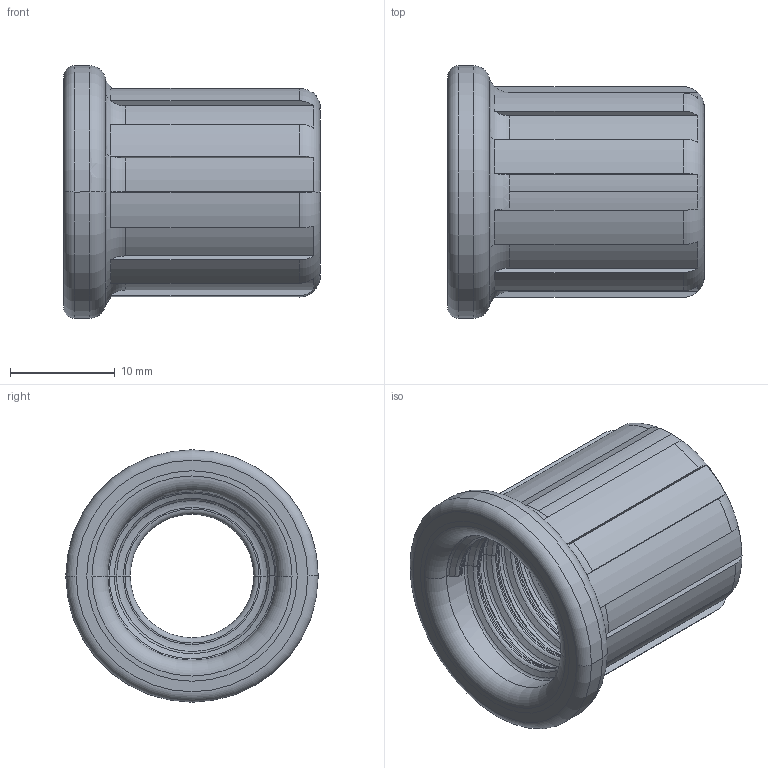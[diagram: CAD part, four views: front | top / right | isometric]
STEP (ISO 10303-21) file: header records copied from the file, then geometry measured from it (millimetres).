
FILE_DESCRIPTION(('CATIA V5 STEP Exchange'),'2;1');
FILE_NAME('BOS_V2_FILTER_TUBE_CAP.stp','2023-11-26T18:58:00+00:00',('none'),('none'),'CATIA Unofficial Packaging Version SP3','CATIA V5 STEP AP203','none');
FILE_SCHEMA(('CONFIG_CONTROL_DESIGN'));
Length unit declared in the file: millimetre
Products named in the file (1): BOS_V2_FILTER_TUBE_CAP
Bounding box: 24.5 x 24.1 x 24.1 mm (x, y, z)
Volume: 3413.7 mm3; surface area: 3534.5 mm2
Topology: 1 solids, 1 shells, 151 faces, 361 edges, 214 vertices
Faces by surface type: bspline 64, cylinder 33, torus 30, plane 24
Entity records: 5864 total; most frequent: CARTESIAN_POINT 3061, ORIENTED_EDGE 722, EDGE_CURVE 361, DIRECTION 329, AXIS2_PLACEMENT_3D 214, VERTEX_POINT 214, CIRCLE 163, EDGE_LOOP 155
